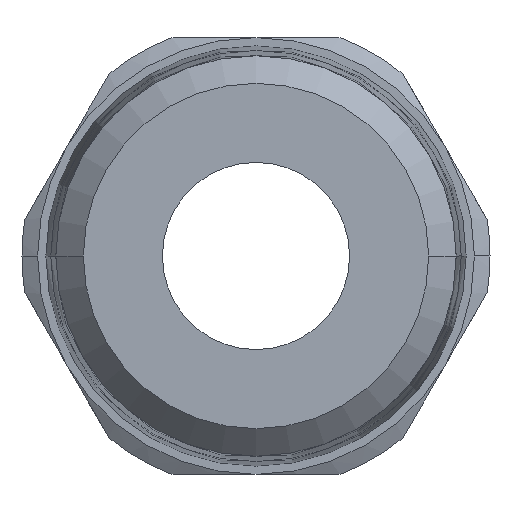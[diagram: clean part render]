
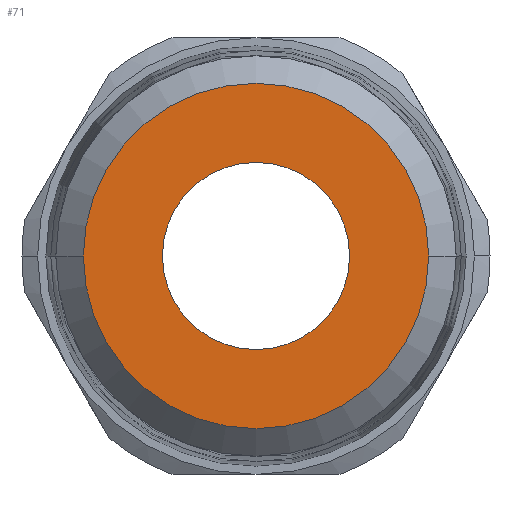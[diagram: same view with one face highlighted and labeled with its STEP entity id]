
A CAD part, left-side view. The second image highlights one B-rep face of the part: STEP entity #71.
In plain terms, the highlighted planar face has unit normal (-1, 0, 0).
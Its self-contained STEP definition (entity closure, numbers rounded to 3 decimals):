
#71=ADVANCED_FACE('',(#159,#160),#161,.T.);
#159=FACE_BOUND('',#285,.T.);
#160=FACE_OUTER_BOUND('',#286,.T.);
#161=PLANE('',#287);
#285=EDGE_LOOP('',(#541,#542));
#286=EDGE_LOOP('',(#543,#544));
#287=AXIS2_PLACEMENT_3D('',#545,#546,#547);
#541=ORIENTED_EDGE('',*,*,#890,.T.);
#542=ORIENTED_EDGE('',*,*,#889,.T.);
#543=ORIENTED_EDGE('',*,*,#877,.F.);
#544=ORIENTED_EDGE('',*,*,#897,.F.);
#545=CARTESIAN_POINT('',(-36.0,-2.767,0.0));
#546=DIRECTION('',(-1.0,0.,-0.0));
#547=DIRECTION('',(0.,1.0,0.0));
#877=EDGE_CURVE('',#1062,#1065,#1066,.T.);
#889=EDGE_CURVE('',#1082,#1086,#1088,.T.);
#890=EDGE_CURVE('',#1086,#1082,#1089,.T.);
#897=EDGE_CURVE('',#1065,#1062,#1096,.T.);
#1062=VERTEX_POINT('',#1352);
#1065=VERTEX_POINT('',#1356);
#1066=CIRCLE('',#1357,5.535);
#1082=VERTEX_POINT('',#1377);
#1086=VERTEX_POINT('',#1382);
#1088=CIRCLE('',#1385,3.0);
#1089=CIRCLE('',#1386,3.0);
#1096=CIRCLE('',#1393,5.535);
#1352=CARTESIAN_POINT('',(-36.0,-5.535,0.0));
#1356=CARTESIAN_POINT('',(-36.0,5.535,0.));
#1357=AXIS2_PLACEMENT_3D('',#1835,#1836,#1837);
#1377=CARTESIAN_POINT('',(-36.0,0.,-3.0));
#1382=CARTESIAN_POINT('',(-36.0,0.,3.0));
#1385=AXIS2_PLACEMENT_3D('',#1859,#1860,#1861);
#1386=AXIS2_PLACEMENT_3D('',#1862,#1863,#1864);
#1393=AXIS2_PLACEMENT_3D('',#1883,#1884,#1885);
#1835=CARTESIAN_POINT('',(-36.0,0.0,0.0));
#1836=DIRECTION('',(1.0,0.,0.0));
#1837=DIRECTION('',(0.,-1.0,0.0));
#1859=CARTESIAN_POINT('',(-36.0,0.0,0.0));
#1860=DIRECTION('',(1.0,0.,0.0));
#1861=DIRECTION('',(0.0,0.0,-1.0));
#1862=CARTESIAN_POINT('',(-36.0,0.0,0.0));
#1863=DIRECTION('',(1.0,0.,0.0));
#1864=DIRECTION('',(0.0,0.0,-1.0));
#1883=CARTESIAN_POINT('',(-36.0,0.0,0.0));
#1884=DIRECTION('',(1.0,0.,0.0));
#1885=DIRECTION('',(0.,-1.0,0.0));
